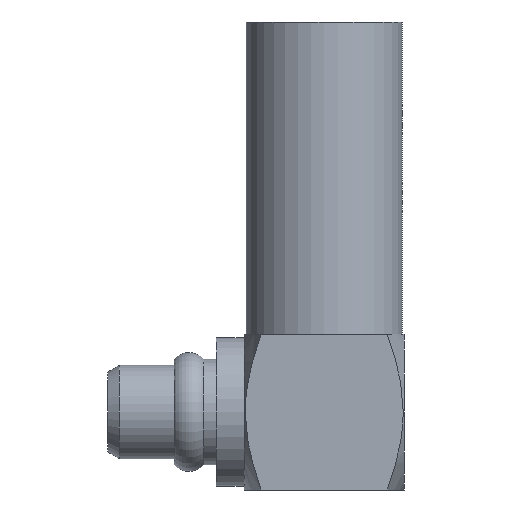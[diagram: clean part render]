
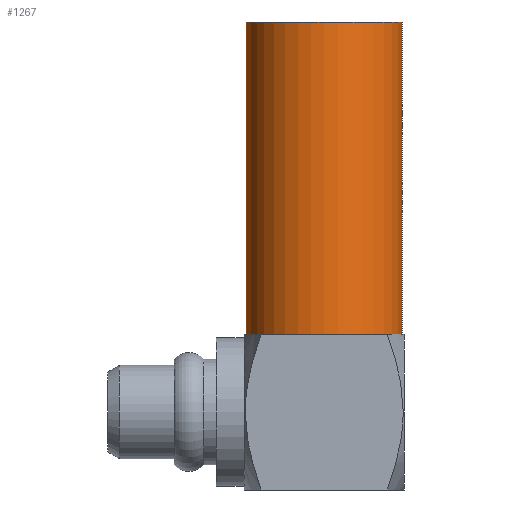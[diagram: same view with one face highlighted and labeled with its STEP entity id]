
A CAD part, left-side view. The second image highlights one B-rep face of the part: STEP entity #1267.
In plain terms, the highlighted cylindrical face has radius 2 mm (diameter 4 mm), a partial arc.
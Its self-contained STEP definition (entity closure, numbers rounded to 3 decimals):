
#156=CARTESIAN_POINT('',(0.,-1.75,-1.));
#157=DIRECTION('',(0.,0.,1.));
#158=DIRECTION('',(0.,1.,0.));
#159=AXIS2_PLACEMENT_3D('',#156,#157,#158);
#506=DIRECTION('',(0.,0.,-1.));
#507=VECTOR('',#506,8.);
#508=CARTESIAN_POINT('',(0.,0.25,7.));
#509=LINE('',#508,#507);
#510=CARTESIAN_POINT('',(0.,-1.75,7.));
#511=DIRECTION('',(0.,0.,-1.));
#512=DIRECTION('',(0.,-1.,0.));
#513=AXIS2_PLACEMENT_3D('',#510,#511,#512);
#515=DIRECTION('',(0.,0.,-1.));
#516=VECTOR('',#515,8.);
#517=CARTESIAN_POINT('',(0.,-3.75,7.));
#518=LINE('',#517,#516);
#580=CARTESIAN_POINT('',(0.,-3.75,7.));
#581=CARTESIAN_POINT('',(0.,0.25,7.));
#582=VERTEX_POINT('',#580);
#583=VERTEX_POINT('',#581);
#588=CARTESIAN_POINT('',(0.,-3.75,-1.));
#589=CARTESIAN_POINT('',(0.,0.25,-1.));
#590=VERTEX_POINT('',#588);
#591=VERTEX_POINT('',#589);
#1256=CARTESIAN_POINT('',(0.,-1.75,-1.4));
#1257=DIRECTION('',(0.,0.,1.));
#1258=DIRECTION('',(0.,1.,0.));
#1259=AXIS2_PLACEMENT_3D('',#1256,#1257,#1258);
#1260=CYLINDRICAL_SURFACE('',#1259,2.);
#1261=ORIENTED_EDGE('',*,*,#701,.F.);
#1262=ORIENTED_EDGE('',*,*,#1251,.F.);
#1263=ORIENTED_EDGE('',*,*,#1233,.F.);
#1264=ORIENTED_EDGE('',*,*,#1248,.T.);
#1265=EDGE_LOOP('',(#1261,#1262,#1263,#1264));
#1266=FACE_OUTER_BOUND('',#1265,.F.);
#160=CIRCLE('',#159,2.);
#514=CIRCLE('',#513,2.);
#701=EDGE_CURVE('',#591,#590,#160,.T.);
#1233=EDGE_CURVE('',#582,#583,#514,.T.);
#1248=EDGE_CURVE('',#582,#590,#518,.T.);
#1251=EDGE_CURVE('',#583,#591,#509,.T.);
#1267=ADVANCED_FACE('',(#1266),#1260,.T.);
